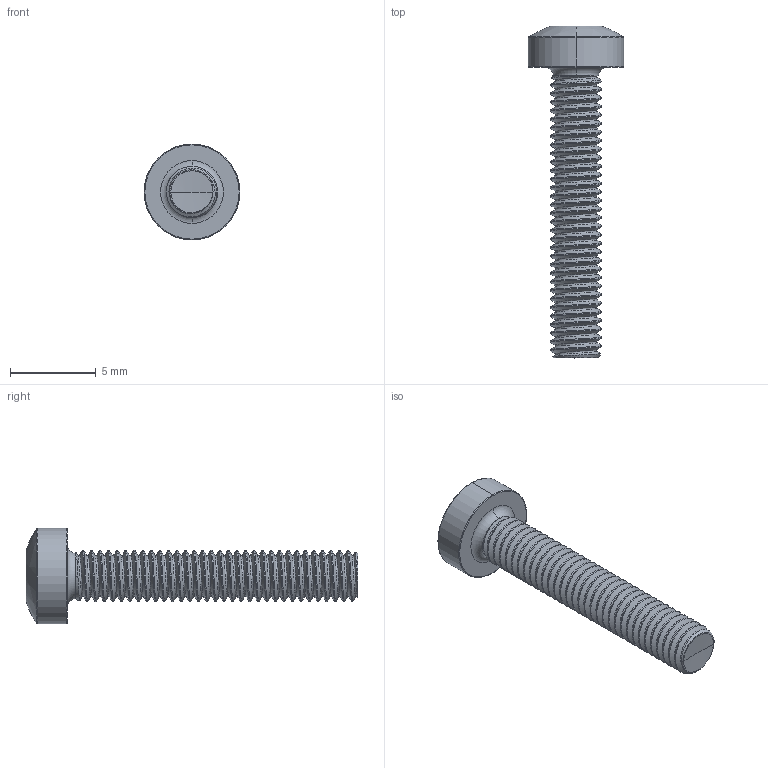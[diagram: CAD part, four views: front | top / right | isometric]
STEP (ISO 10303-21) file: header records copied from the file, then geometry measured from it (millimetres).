
FILE_DESCRIPTION (( 'STEP AP203' ), '1' );
FILE_NAME ('STM390300170.STEP', '2024-03-26T20:19:37', ( '' ), ( '' ), 'SwSTEP 2.0', 'SolidWorks 2015', '' );
FILE_SCHEMA (( 'CONFIG_CONTROL_DESIGN' ));
Length unit declared in the file: millimetre
Products named in the file (1): STM390300170
Bounding box: 5.6 x 19.4 x 5.6 mm (x, y, z)
Volume: 143.5 mm3; surface area: 329.8 mm2
Topology: 1 solids, 1 shells, 131 faces, 359 edges, 230 vertices
Faces by surface type: cylinder 85, bspline 17, cone 10, torus 10, plane 5, sphere 4
Entity records: 27055 total; most frequent: CARTESIAN_POINT 24236, ORIENTED_EDGE 714, DIRECTION 434, EDGE_CURVE 357, VERTEX_POINT 230, AXIS2_PLACEMENT_3D 171, EDGE_LOOP 133, ADVANCED_FACE 131
